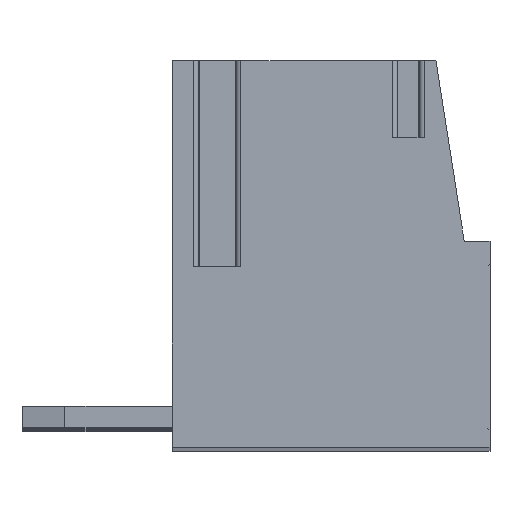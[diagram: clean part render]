
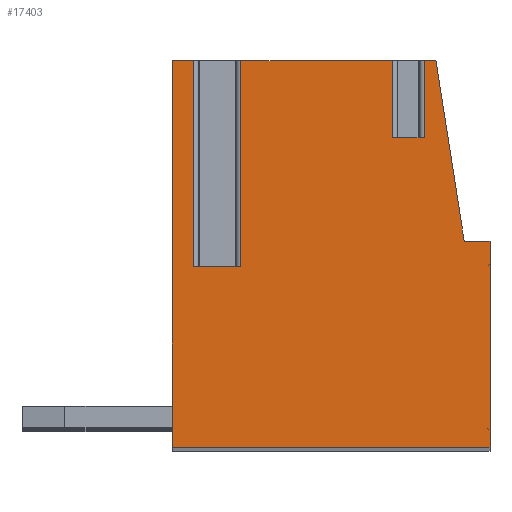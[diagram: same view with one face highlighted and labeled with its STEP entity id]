
A CAD part, top view. The second image highlights one B-rep face of the part: STEP entity #17403.
In plain terms, the highlighted planar face has unit normal (0, 0, 1).
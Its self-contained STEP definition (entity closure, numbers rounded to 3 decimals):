
#5633=DIRECTION('',(0.,1.,0.));
#5634=VECTOR('',#5633,1.8);
#5635=CARTESIAN_POINT('',(1.436,2.4,1.75));
#5636=LINE('',#5635,#5634);
#5637=DIRECTION('',(0.,1.,0.));
#5638=VECTOR('',#5637,1.8);
#5639=CARTESIAN_POINT('',(2.164,2.4,1.75));
#5640=LINE('',#5639,#5638);
#5641=DIRECTION('',(-1.,0.,0.));
#5642=VECTOR('',#5641,0.276);
#5643=CARTESIAN_POINT('',(2.44,4.2,1.75));
#5644=LINE('',#5643,#5642);
#5645=DIRECTION('',(-0.155,0.988,0.));
#5646=VECTOR('',#5645,4.252);
#5647=CARTESIAN_POINT('',(3.1,0.,1.75));
#5648=LINE('',#5647,#5646);
#5649=DIRECTION('',(-1.,0.,0.));
#5650=VECTOR('',#5649,0.6);
#5651=CARTESIAN_POINT('',(3.7,0.,1.75));
#5652=LINE('',#5651,#5650);
#5653=DIRECTION('',(0.,1.,0.));
#5654=VECTOR('',#5653,4.8);
#5655=CARTESIAN_POINT('',(3.7,-4.8,1.75));
#5656=LINE('',#5655,#5654);
#5657=DIRECTION('',(1.,0.,0.));
#5658=VECTOR('',#5657,7.4);
#5659=CARTESIAN_POINT('',(-3.7,-4.8,1.75));
#5660=LINE('',#5659,#5658);
#5661=DIRECTION('',(0.,-1.,0.));
#5662=VECTOR('',#5661,9.);
#5663=CARTESIAN_POINT('',(-3.7,4.2,1.75));
#5664=LINE('',#5663,#5662);
#5665=DIRECTION('',(-1.,0.,0.));
#5666=VECTOR('',#5665,0.504);
#5667=CARTESIAN_POINT('',(-3.196,4.2,1.75));
#5668=LINE('',#5667,#5666);
#5669=DIRECTION('',(0.,1.,0.));
#5670=VECTOR('',#5669,4.8);
#5671=CARTESIAN_POINT('',(-3.196,-0.6,1.75));
#5672=LINE('',#5671,#5670);
#5673=DIRECTION('',(-1.,0.,0.));
#5674=VECTOR('',#5673,1.093);
#5675=CARTESIAN_POINT('',(-2.104,-0.6,1.75));
#5676=LINE('',#5675,#5674);
#5677=DIRECTION('',(0.,1.,0.));
#5678=VECTOR('',#5677,4.8);
#5679=CARTESIAN_POINT('',(-2.104,-0.6,1.75));
#5680=LINE('',#5679,#5678);
#5681=DIRECTION('',(-1.,0.,0.));
#5682=VECTOR('',#5681,3.54);
#5683=CARTESIAN_POINT('',(1.436,4.2,1.75));
#5684=LINE('',#5683,#5682);
#5694=DIRECTION('',(1.,0.,0.));
#5695=VECTOR('',#5694,0.728);
#5696=CARTESIAN_POINT('',(1.436,2.4,1.75));
#5697=LINE('',#5696,#5695);
#7213=CARTESIAN_POINT('',(3.7,0.,1.75));
#7214=CARTESIAN_POINT('',(3.1,0.,1.75));
#7215=VERTEX_POINT('',#7213);
#7216=VERTEX_POINT('',#7214);
#7217=CARTESIAN_POINT('',(2.44,4.2,1.75));
#7218=VERTEX_POINT('',#7217);
#7219=CARTESIAN_POINT('',(-3.7,4.2,1.75));
#7220=CARTESIAN_POINT('',(-3.7,-4.8,1.75));
#7221=VERTEX_POINT('',#7219);
#7222=VERTEX_POINT('',#7220);
#7223=CARTESIAN_POINT('',(3.7,-4.8,1.75));
#7224=VERTEX_POINT('',#7223);
#7257=CARTESIAN_POINT('',(-2.104,-0.6,1.75));
#7258=CARTESIAN_POINT('',(-3.196,-0.6,1.75));
#7259=VERTEX_POINT('',#7257);
#7260=VERTEX_POINT('',#7258);
#7261=CARTESIAN_POINT('',(-3.196,4.2,1.75));
#7262=VERTEX_POINT('',#7261);
#7263=CARTESIAN_POINT('',(-2.104,4.2,1.75));
#7264=VERTEX_POINT('',#7263);
#7269=CARTESIAN_POINT('',(1.436,4.2,1.75));
#7270=VERTEX_POINT('',#7269);
#7272=CARTESIAN_POINT('',(2.164,4.2,1.75));
#7274=VERTEX_POINT('',#7272);
#7337=CARTESIAN_POINT('',(1.436,2.4,1.75));
#7338=VERTEX_POINT('',#7337);
#7340=CARTESIAN_POINT('',(2.164,2.4,1.75));
#7342=VERTEX_POINT('',#7340);
#17372=CARTESIAN_POINT('',(0.,0.,1.75));
#17373=DIRECTION('',(0.,0.,1.));
#17374=DIRECTION('',(1.,0.,0.));
#17375=AXIS2_PLACEMENT_3D('',#17372,#17373,#17374);
#17376=PLANE('',#17375);
#17378=ORIENTED_EDGE('',*,*,#17377,.F.);
#17380=ORIENTED_EDGE('',*,*,#17379,.T.);
#17382=ORIENTED_EDGE('',*,*,#17381,.T.);
#17383=ORIENTED_EDGE('',*,*,#9446,.F.);
#17385=ORIENTED_EDGE('',*,*,#17384,.F.);
#17387=ORIENTED_EDGE('',*,*,#17386,.F.);
#17389=ORIENTED_EDGE('',*,*,#17388,.F.);
#17391=ORIENTED_EDGE('',*,*,#17390,.F.);
#17392=ORIENTED_EDGE('',*,*,#14733,.F.);
#17393=ORIENTED_EDGE('',*,*,#9470,.F.);
#17395=ORIENTED_EDGE('',*,*,#17394,.F.);
#17397=ORIENTED_EDGE('',*,*,#17396,.F.);
#17399=ORIENTED_EDGE('',*,*,#17398,.T.);
#17400=ORIENTED_EDGE('',*,*,#9458,.F.);
#17401=EDGE_LOOP('',(#17378,#17380,#17382,#17383,#17385,#17387,#17389,#17391,
#17392,#17393,#17395,#17397,#17399,#17400));
#17402=FACE_OUTER_BOUND('',#17401,.F.);
#9446=EDGE_CURVE('',#7218,#7274,#5644,.T.);
#9458=EDGE_CURVE('',#7270,#7264,#5684,.T.);
#9470=EDGE_CURVE('',#7262,#7221,#5668,.T.);
#14733=EDGE_CURVE('',#7221,#7222,#5664,.T.);
#17377=EDGE_CURVE('',#7338,#7270,#5636,.T.);
#17379=EDGE_CURVE('',#7338,#7342,#5697,.T.);
#17381=EDGE_CURVE('',#7342,#7274,#5640,.T.);
#17384=EDGE_CURVE('',#7216,#7218,#5648,.T.);
#17386=EDGE_CURVE('',#7215,#7216,#5652,.T.);
#17388=EDGE_CURVE('',#7224,#7215,#5656,.T.);
#17390=EDGE_CURVE('',#7222,#7224,#5660,.T.);
#17394=EDGE_CURVE('',#7260,#7262,#5672,.T.);
#17396=EDGE_CURVE('',#7259,#7260,#5676,.T.);
#17398=EDGE_CURVE('',#7259,#7264,#5680,.T.);
#17403=ADVANCED_FACE('',(#17402),#17376,.T.);
